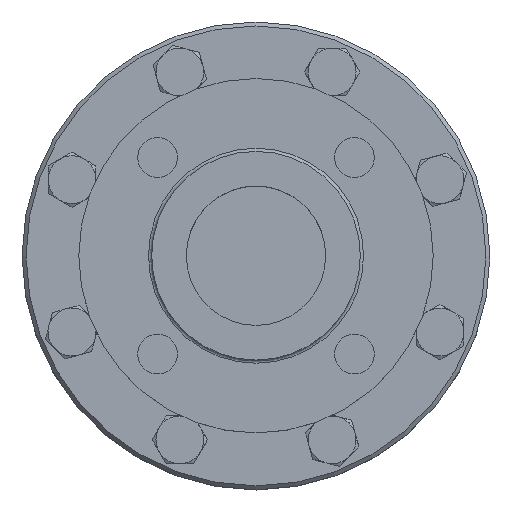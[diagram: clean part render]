
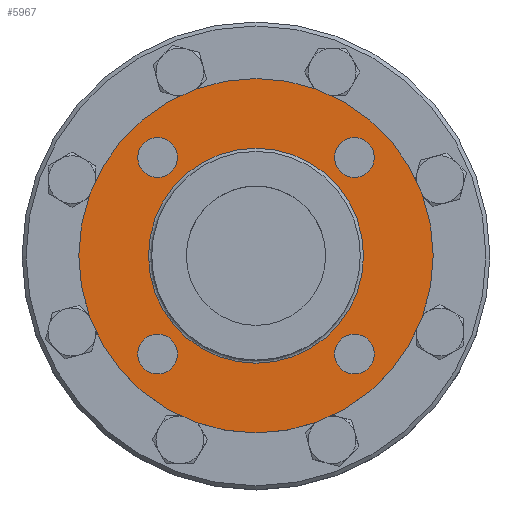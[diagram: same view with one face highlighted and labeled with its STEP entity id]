
A CAD part, top view. The second image highlights one B-rep face of the part: STEP entity #5967.
In plain terms, the highlighted planar face has unit normal (0, 0, 1).
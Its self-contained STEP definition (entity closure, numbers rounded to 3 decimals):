
#4761=CARTESIAN_POINT('',(89.0,0.,79.4));
#4762=VERTEX_POINT('',#4761);
#4763=CARTESIAN_POINT('',(0.0,0.0,79.4));
#4764=DIRECTION('',(0.0,0.0,-1.0));
#4765=DIRECTION('',(-1.0,0.0,0.0));
#4766=AXIS2_PLACEMENT_3D('',#4763,#4764,#4765);
#4767=CIRCLE('',#4766,89.0);
#4768=EDGE_CURVE('',#4762,#4762,#4767,.T.);
#4860=CARTESIAN_POINT('',(49.391,-39.391,79.4));
#4861=VERTEX_POINT('',#4860);
#4862=CARTESIAN_POINT('',(49.391,-49.391,79.4));
#4863=DIRECTION('',(0.0,0.0,-1.0));
#4864=DIRECTION('',(0.0,-1.0,0.0));
#4865=AXIS2_PLACEMENT_3D('',#4862,#4863,#4864);
#4866=CIRCLE('',#4865,10.0);
#4867=EDGE_CURVE('',#4861,#4861,#4866,.T.);
#4901=CARTESIAN_POINT('',(-39.391,-49.391,79.4));
#4902=VERTEX_POINT('',#4901);
#4903=CARTESIAN_POINT('',(-49.391,-49.391,79.4));
#4904=DIRECTION('',(0.0,0.0,-1.0));
#4905=DIRECTION('',(-1.0,0.0,0.0));
#4906=AXIS2_PLACEMENT_3D('',#4903,#4904,#4905);
#4907=CIRCLE('',#4906,10.0);
#4908=EDGE_CURVE('',#4902,#4902,#4907,.T.);
#4942=CARTESIAN_POINT('',(-49.391,39.391,79.4));
#4943=VERTEX_POINT('',#4942);
#4944=CARTESIAN_POINT('',(-49.391,49.391,79.4));
#4945=DIRECTION('',(0.0,0.0,-1.0));
#4946=DIRECTION('',(0.0,1.0,0.0));
#4947=AXIS2_PLACEMENT_3D('',#4944,#4945,#4946);
#4948=CIRCLE('',#4947,10.0);
#4949=EDGE_CURVE('',#4943,#4943,#4948,.T.);
#4983=CARTESIAN_POINT('',(39.391,49.391,79.4));
#4984=VERTEX_POINT('',#4983);
#4985=CARTESIAN_POINT('',(49.391,49.391,79.4));
#4986=DIRECTION('',(0.0,0.0,-1.0));
#4987=DIRECTION('',(1.0,0.0,0.0));
#4988=AXIS2_PLACEMENT_3D('',#4985,#4986,#4987);
#4989=CIRCLE('',#4988,10.0);
#4990=EDGE_CURVE('',#4984,#4984,#4989,.T.);
#5921=CARTESIAN_POINT('',(54.0,0.,79.4));
#5922=VERTEX_POINT('',#5921);
#5923=CARTESIAN_POINT('',(0.0,0.0,79.4));
#5924=DIRECTION('',(0.0,0.0,1.0));
#5925=DIRECTION('',(-1.0,0.0,0.0));
#5926=AXIS2_PLACEMENT_3D('',#5923,#5924,#5925);
#5927=CIRCLE('',#5926,54.0);
#5928=EDGE_CURVE('',#5922,#5922,#5927,.T.);
#5944=CARTESIAN_POINT('',(0.0,0.0,79.4));
#5945=DIRECTION('',(0.0,0.0,-1.0));
#5946=DIRECTION('',(-1.0,0.0,0.0));
#5947=AXIS2_PLACEMENT_3D('',#5944,#5945,#5946);
#5948=PLANE('',#5947);
#5949=ORIENTED_EDGE('',*,*,#4768,.F.);
#5950=EDGE_LOOP('',(#5949));
#5951=FACE_OUTER_BOUND('',#5950,.T.);
#5952=ORIENTED_EDGE('',*,*,#4867,.T.);
#5953=EDGE_LOOP('',(#5952));
#5954=FACE_BOUND('',#5953,.T.);
#5955=ORIENTED_EDGE('',*,*,#4908,.T.);
#5956=EDGE_LOOP('',(#5955));
#5957=FACE_BOUND('',#5956,.T.);
#5958=ORIENTED_EDGE('',*,*,#4949,.T.);
#5959=EDGE_LOOP('',(#5958));
#5960=FACE_BOUND('',#5959,.T.);
#5961=ORIENTED_EDGE('',*,*,#4990,.T.);
#5962=EDGE_LOOP('',(#5961));
#5963=FACE_BOUND('',#5962,.T.);
#5964=ORIENTED_EDGE('',*,*,#5928,.F.);
#5965=EDGE_LOOP('',(#5964));
#5966=FACE_BOUND('',#5965,.T.);
#5967=ADVANCED_FACE('',(#5951,#5954,#5957,#5960,#5963,#5966),#5948,.F.);
